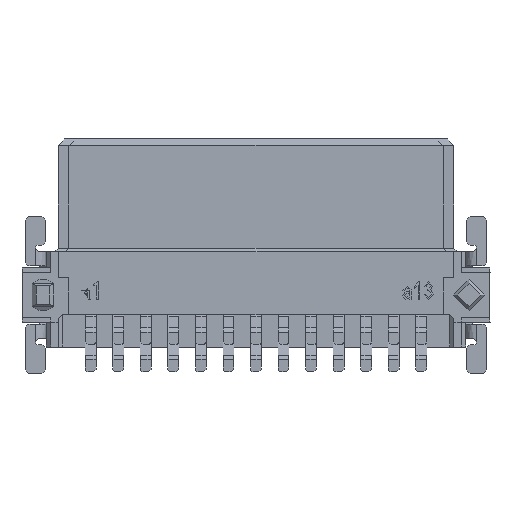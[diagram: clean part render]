
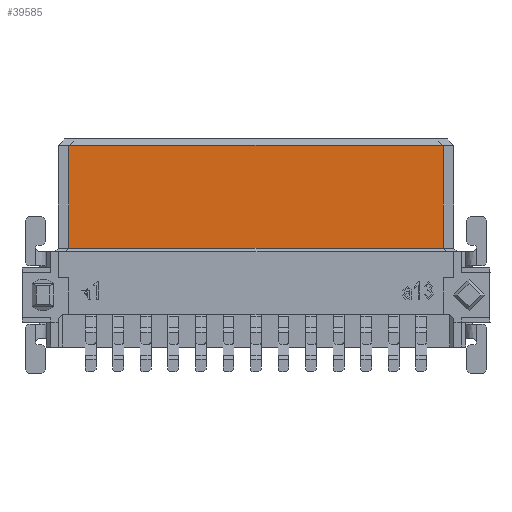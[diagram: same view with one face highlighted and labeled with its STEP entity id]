
A CAD part, front view. The second image highlights one B-rep face of the part: STEP entity #39585.
In plain terms, the highlighted planar face has unit normal (0, -1, 0).
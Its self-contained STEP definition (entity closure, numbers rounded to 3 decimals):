
#45=CARTESIAN_POINT('',(-7.995,-1.525,4.55));
#46=VERTEX_POINT('',#45);
#109=CARTESIAN_POINT('',(-7.995,-1.525,9.3));
#110=VERTEX_POINT('',#109);
#111=CARTESIAN_POINT('',(-7.995,-1.525,4.55));
#112=DIRECTION('',(0.,0.,1.));
#113=VECTOR('',#112,4.75);
#114=LINE('',#111,#113);
#115=EDGE_CURVE('',#46,#110,#114,.T.);
#16090=CARTESIAN_POINT('',(9.265,-1.525,4.55));
#16091=VERTEX_POINT('',#16090);
#19703=CARTESIAN_POINT('',(9.265,-1.525,9.3));
#19704=VERTEX_POINT('',#19703);
#19711=CARTESIAN_POINT('',(9.265,-1.525,9.3));
#19712=DIRECTION('',(0.,0.,-1.));
#19713=VECTOR('',#19712,4.75);
#19714=LINE('',#19711,#19713);
#19715=EDGE_CURVE('',#19704,#16091,#19714,.T.);
#38635=CARTESIAN_POINT('',(9.265,-1.525,4.55));
#38636=DIRECTION('',(-1.,0.,0.));
#38637=VECTOR('',#38636,17.26);
#38638=LINE('',#38635,#38637);
#38639=EDGE_CURVE('',#16091,#46,#38638,.T.);
#38675=CARTESIAN_POINT('',(-7.995,-1.525,9.3));
#38676=DIRECTION('',(1.,0.,0.));
#38677=VECTOR('',#38676,17.26);
#38678=LINE('',#38675,#38677);
#38679=EDGE_CURVE('',#110,#19704,#38678,.T.);
#39574=CARTESIAN_POINT('',(0.635,-1.525,6.925));
#39575=DIRECTION('',(1.,0.,0.));
#39576=DIRECTION('',(0.,-1.,0.));
#39577=AXIS2_PLACEMENT_3D('',#39574,#39576,#39575);
#39578=PLANE('',#39577);
#39579=ORIENTED_EDGE('',*,*,#19715,.F.);
#39580=ORIENTED_EDGE('',*,*,#38679,.F.);
#39581=ORIENTED_EDGE('',*,*,#115,.F.);
#39582=ORIENTED_EDGE('',*,*,#38639,.F.);
#39583=EDGE_LOOP('',(#39579,#39580,#39581,#39582));
#39584=FACE_OUTER_BOUND('',#39583,.T.);
#39585=ADVANCED_FACE('',(#39584),#39578,.T.);
